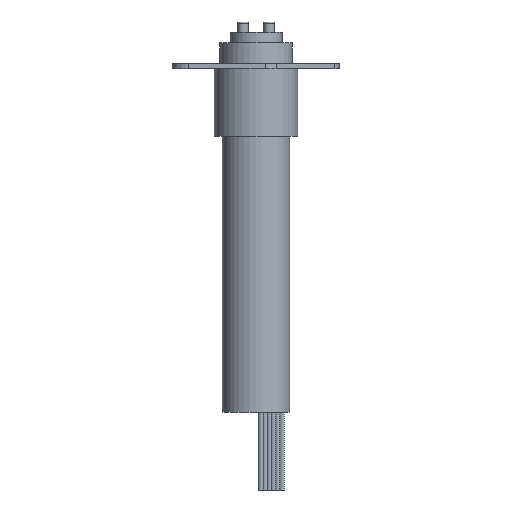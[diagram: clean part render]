
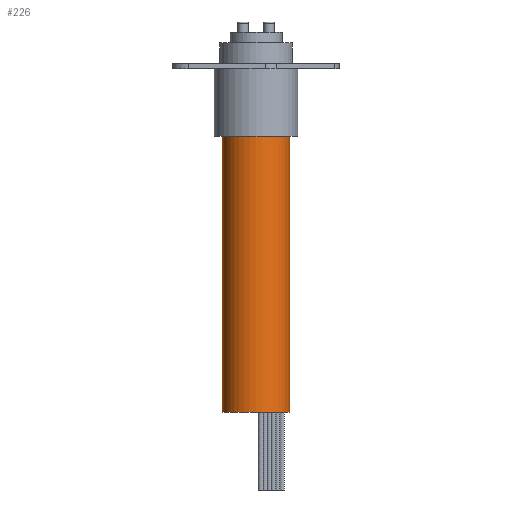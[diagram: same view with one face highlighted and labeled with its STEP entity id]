
A CAD part, front view. The second image highlights one B-rep face of the part: STEP entity #226.
In plain terms, the highlighted cylindrical face has radius 6.5 mm (diameter 13 mm), a partial arc.
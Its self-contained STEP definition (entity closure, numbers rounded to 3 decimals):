
#6 = DIRECTION ( 'NONE',  ( 0., 0., -1. ) ) ;
#146 = ORIENTED_EDGE ( 'NONE', *, *, #1120, .F. ) ;
#217 = EDGE_CURVE ( 'NONE', #695, #585, #1045, .T. ) ;
#226 = ADVANCED_FACE ( 'NONE', ( #882 ), #1282, .T. ) ;
#264 = CARTESIAN_POINT ( 'NONE',  ( 0., 0., 0. ) ) ;
#266 = DIRECTION ( 'NONE',  ( 0., 0., 1. ) ) ;
#297 = VERTEX_POINT ( 'NONE', #1360 ) ;
#301 = DIRECTION ( 'NONE',  ( 0., 0., -1. ) ) ;
#316 = AXIS2_PLACEMENT_3D ( 'NONE', #1035, #266, #639 ) ;
#325 = DIRECTION ( 'NONE',  ( 0., 0., -1. ) ) ;
#378 = CARTESIAN_POINT ( 'NONE',  ( 0., 0., 69. ) ) ;
#407 = CARTESIAN_POINT ( 'NONE',  ( 6.5, 0., 0. ) ) ;
#447 = ORIENTED_EDGE ( 'NONE', *, *, #217, .T. ) ;
#463 = CARTESIAN_POINT ( 'NONE',  ( -6.5, 0., 53. ) ) ;
#525 = VECTOR ( 'NONE', #325, 1000. ) ;
#527 = DIRECTION ( 'NONE',  ( 1., 0., 0. ) ) ;
#549 = CARTESIAN_POINT ( 'NONE',  ( -6.5, 0., 69. ) ) ;
#585 = VERTEX_POINT ( 'NONE', #407 ) ;
#639 = DIRECTION ( 'NONE',  ( 1., 0., 0. ) ) ;
#643 = DIRECTION ( 'NONE',  ( -1., 0., 0. ) ) ;
#672 = EDGE_CURVE ( 'NONE', #848, #695, #1300, .T. ) ;
#695 = VERTEX_POINT ( 'NONE', #1405 ) ;
#825 = EDGE_CURVE ( 'NONE', #297, #585, #940, .T. ) ;
#848 = VERTEX_POINT ( 'NONE', #463 ) ;
#882 = FACE_OUTER_BOUND ( 'NONE', #1331, .T. ) ;
#893 = AXIS2_PLACEMENT_3D ( 'NONE', #264, #1134, #527 ) ;
#940 = LINE ( 'NONE', #1462, #525 ) ;
#941 = AXIS2_PLACEMENT_3D ( 'NONE', #378, #6, #643 ) ;
#1035 = CARTESIAN_POINT ( 'NONE',  ( 0., 0., 53. ) ) ;
#1045 = CIRCLE ( 'NONE', #893, 6.5 ) ;
#1120 = EDGE_CURVE ( 'NONE', #848, #297, #1132, .T. ) ;
#1132 = CIRCLE ( 'NONE', #316, 6.5 ) ;
#1134 = DIRECTION ( 'NONE',  ( 0., 0., 1. ) ) ;
#1256 = ORIENTED_EDGE ( 'NONE', *, *, #672, .T. ) ;
#1271 = ORIENTED_EDGE ( 'NONE', *, *, #825, .F. ) ;
#1282 = CYLINDRICAL_SURFACE ( 'NONE', #941, 6.5 ) ;
#1300 = LINE ( 'NONE', #549, #1579 ) ;
#1331 = EDGE_LOOP ( 'NONE', ( #1271, #146, #1256, #447 ) ) ;
#1360 = CARTESIAN_POINT ( 'NONE',  ( 6.5, 0., 53. ) ) ;
#1405 = CARTESIAN_POINT ( 'NONE',  ( -6.5, 0., 0. ) ) ;
#1462 = CARTESIAN_POINT ( 'NONE',  ( 6.5, 0., 69. ) ) ;
#1579 = VECTOR ( 'NONE', #301, 1000. ) ;
